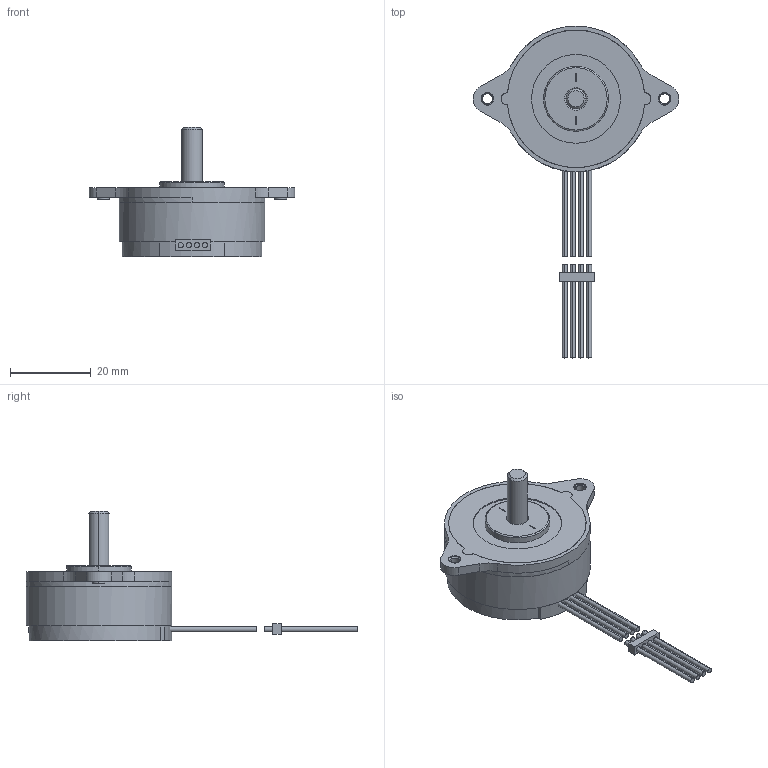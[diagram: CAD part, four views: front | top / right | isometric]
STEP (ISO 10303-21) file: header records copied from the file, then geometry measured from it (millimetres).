
FILE_DESCRIPTION((''),'2;1');
FILE_NAME('2022_10_26_14HRA1L_ASM','2022-10-27T15:01:34',('ms27866'),(''),'CREO PARAMETRIC BY PTC INC, 2018100','CREO PARAMETRIC BY PTC INC, 2018100','');
FILE_SCHEMA(('CONFIG_CONTROL_DESIGN'));
Length unit declared in the file: millimetre
Products named in the file (29): 4613102101165_AF0_1_1_1; 4613104026714_AF1_ASM_2_ASM_1_A_ASM; 4634140202730_AF1_1_1_1_1_1; 4634140202730_AF1_1_2_1_1_1; 4634140202730_AF1_1_3_1_1_1; 4634140202730_AF1_1_4_1_1_1; 4634140202730_AF1_1_5_1_1_1; 4634140202730_AF1_1_ASM_1_ASM_2_ASM; 4613103016474_AF1_ASM_2_ASM_1_A_ASM; 3698201101980_AF1_1_1_1; 4219121200841_AF2_1_1_1_1; 4613103016476_AF2_ASM_2_ASM_1_A_ASM; 4613103016477_AF1_ASM_2_ASM_1_A_ASM; 4613103016480_AF0_ASM_2_ASM_1_A_ASM; 4613103016490_ASM_5_ASM_1_ASM_1_ASM; 4219121301309_1_1_1_1; 4331101000001_1_1_1; 4219121500559_ASM_1_ASM_1_ASM_1_ASM; 4613106100897_AF0_1_1_1; 4332101106857_AF0_2_1_1; 4613107115261_ASM_2_ASM_1_ASM_1_ASM; 4219121301353_1_1_1_1; 4331101000176_1_1_1; 4219121500080_ASM_1_ASM_1_ASM_1_ASM; 4613153001959_ASM_2_ASM_1_ASM_1_ASM; 4611110062036_ASM_3_ASM_1_ASM_1_ASM; 14HR1_ASM_1_ASM_1_ASM; 2022_10_26-14HR10001_ASM_1_ASM; 2022_10_26_14HRA1L_ASM
Assembly tree (28 placements, depth 12):
  2022_10_26_14HRA1L_ASM
    2022_10_26-14HR10001_ASM_1_ASM
      14HR1_ASM_1_ASM_1_ASM
        4611110062036_ASM_3_ASM_1_ASM_1_ASM
          4613153001959_ASM_2_ASM_1_ASM_1_ASM
            4613103016490_ASM_5_ASM_1_ASM_1_ASM
              4613103016480_AF0_ASM_2_ASM_1_A_ASM
                4613103016477_AF1_ASM_2_ASM_1_A_ASM
                  4613103016476_AF2_ASM_2_ASM_1_A_ASM
            4219121500559_ASM_1_ASM_1_ASM_1_ASM
              4219121301309_1_1_1_1
              4331101000001_1_1_1
            4613107115261_ASM_2_ASM_1_ASM_1_ASM
              4613106100897_AF0_1_1_1
              4332101106857_AF0_2_1_1
            4219121500080_ASM_1_ASM_1_ASM_1_ASM
              4219121301353_1_1_1_1
              4331101000176_1_1_1
Bounding box: 50.82 x 82 x 32 mm (x, y, z)
Volume: 21144.9 mm3; surface area: 14343.6 mm2
Topology: 14 solids, 20 shells, 252 faces, 655 edges, 455 vertices
Faces by surface type: plane 112, cylinder 108, torus 20, cone 12
Entity records: 8860 total; most frequent: DIRECTION 1732, CARTESIAN_POINT 1499, ORIENTED_EDGE 1302, AXIS2_PLACEMENT_3D 744, EDGE_CURVE 655, VERTEX_POINT 455, CIRCLE 407, EDGE_LOOP 288
